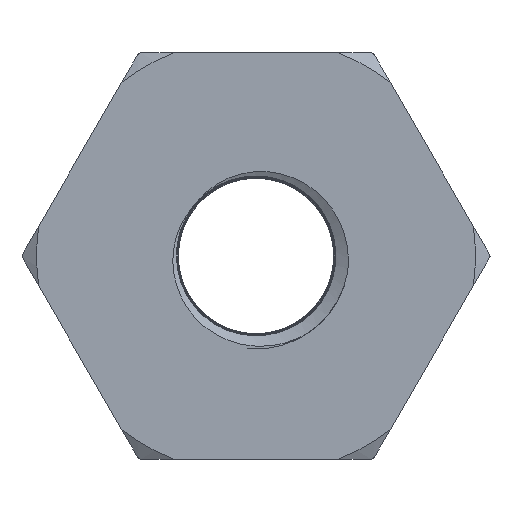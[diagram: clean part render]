
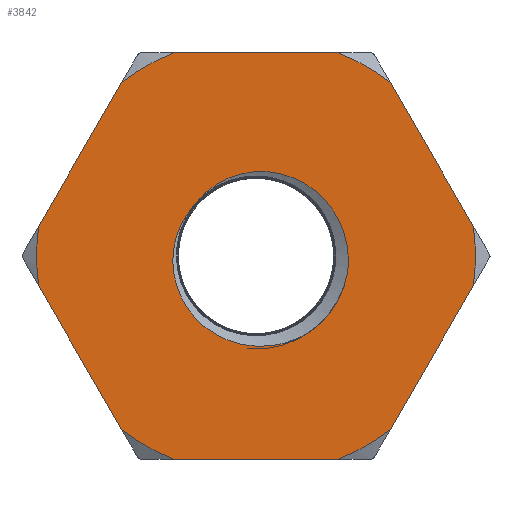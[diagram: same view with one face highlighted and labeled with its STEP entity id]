
A CAD part, left-side view. The second image highlights one B-rep face of the part: STEP entity #3842.
In plain terms, the highlighted planar face has unit normal (-1, 0, 0).
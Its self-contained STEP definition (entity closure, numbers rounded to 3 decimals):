
#121=DIRECTION('',(0.,-0.5,0.866));
#122=VECTOR('',#121,9.056);
#123=CARTESIAN_POINT('',(0.,11.877,1.629));
#124=LINE('',#123,#122);
#125=CARTESIAN_POINT('',(0.,0.,0.));
#126=DIRECTION('',(-1.,0.,0.));
#127=DIRECTION('',(0.,0.378,0.926));
#128=AXIS2_PLACEMENT_3D('',#125,#126,#127);
#130=DIRECTION('',(0.,-1.,0.));
#131=VECTOR('',#130,9.056);
#132=CARTESIAN_POINT('',(0.,4.528,11.1));
#133=LINE('',#132,#131);
#134=CARTESIAN_POINT('',(0.,0.,0.));
#135=DIRECTION('',(-1.,0.,0.));
#136=DIRECTION('',(0.,-0.613,0.79));
#137=AXIS2_PLACEMENT_3D('',#134,#135,#136);
#139=DIRECTION('',(0.,-0.5,-0.866));
#140=VECTOR('',#139,9.056);
#141=CARTESIAN_POINT('',(0.,-7.349,9.471));
#142=LINE('',#141,#140);
#143=DIRECTION('',(0.,0.5,-0.866));
#144=VECTOR('',#143,9.056);
#145=CARTESIAN_POINT('',(0.,-11.877,-1.629));
#146=LINE('',#145,#144);
#147=CARTESIAN_POINT('',(0.,0.,0.));
#148=DIRECTION('',(-1.,0.,0.));
#149=DIRECTION('',(0.,-0.378,-0.926));
#150=AXIS2_PLACEMENT_3D('',#147,#148,#149);
#152=DIRECTION('',(0.,1.,0.));
#153=VECTOR('',#152,9.056);
#154=CARTESIAN_POINT('',(0.,-4.528,-11.1));
#155=LINE('',#154,#153);
#156=CARTESIAN_POINT('',(0.,0.,0.));
#157=DIRECTION('',(-1.,0.,0.));
#158=DIRECTION('',(0.,0.613,-0.79));
#159=AXIS2_PLACEMENT_3D('',#156,#157,#158);
#161=DIRECTION('',(0.,0.5,0.866));
#162=VECTOR('',#161,9.056);
#163=CARTESIAN_POINT('',(0.,7.349,-9.471));
#164=LINE('',#163,#162);
#165=CARTESIAN_POINT('',(0.,3.259,2.919));
#166=CARTESIAN_POINT('',(0.,3.118,3.098));
#167=CARTESIAN_POINT('',(0.,2.813,3.428));
#168=CARTESIAN_POINT('',(0.,2.28,3.853));
#169=CARTESIAN_POINT('',(0.,1.7,4.185));
#170=CARTESIAN_POINT('',(0.,1.082,4.428));
#171=CARTESIAN_POINT('',(0.,0.411,4.583));
#172=CARTESIAN_POINT('',(0.,-0.318,4.637));
#173=CARTESIAN_POINT('',(0.,-1.111,4.564));
#174=CARTESIAN_POINT('',(0.,-1.889,4.352));
#175=CARTESIAN_POINT('',(0.,-2.618,4.012));
#176=CARTESIAN_POINT('',(0.,-3.279,3.555));
#177=CARTESIAN_POINT('',(0.,-3.855,2.996));
#178=CARTESIAN_POINT('',(0.,-4.341,2.335));
#179=CARTESIAN_POINT('',(0.,-4.71,1.602));
#180=CARTESIAN_POINT('',(0.,-4.955,0.811));
#181=CARTESIAN_POINT('',(0.,-5.067,-0.015));
#182=CARTESIAN_POINT('',(0.,-5.05,-0.57));
#183=CARTESIAN_POINT('',(0.,-5.018,-0.85));
#185=CARTESIAN_POINT('',(0.,0.,0.));
#186=DIRECTION('',(-1.,0.,0.));
#187=DIRECTION('',(0.,0.745,0.667));
#188=AXIS2_PLACEMENT_3D('',#185,#186,#187);
#190=CARTESIAN_POINT('',(0.,-2.98,-4.122));
#191=CARTESIAN_POINT('',(0.,-2.773,-4.256));
#192=CARTESIAN_POINT('',(0.,-2.348,-4.491));
#193=CARTESIAN_POINT('',(0.,-1.66,-4.75));
#194=CARTESIAN_POINT('',(0.,-0.959,-4.902));
#195=CARTESIAN_POINT('',(0.,-0.253,-4.953));
#196=CARTESIAN_POINT('',(0.,0.468,-4.902));
#197=CARTESIAN_POINT('',(0.,1.206,-4.738));
#198=CARTESIAN_POINT('',(0.,1.954,-4.438));
#199=CARTESIAN_POINT('',(0.,2.638,-4.019));
#200=CARTESIAN_POINT('',(0.,3.232,-3.503));
#201=CARTESIAN_POINT('',(0.,3.727,-2.904));
#202=CARTESIAN_POINT('',(0.,4.113,-2.242));
#203=CARTESIAN_POINT('',(0.,4.388,-1.52));
#204=CARTESIAN_POINT('',(0.,4.537,-0.774));
#205=CARTESIAN_POINT('',(0.,4.561,-0.015));
#206=CARTESIAN_POINT('',(0.,4.46,0.731));
#207=CARTESIAN_POINT('',(0.,4.24,1.443));
#208=CARTESIAN_POINT('',(0.,3.904,2.109));
#209=CARTESIAN_POINT('',(0.,3.614,2.502));
#210=CARTESIAN_POINT('',(0.,3.452,2.687));
#212=CARTESIAN_POINT('',(0.,-5.018,-0.85));
#213=CARTESIAN_POINT('',(0.,-4.974,-1.111));
#214=CARTESIAN_POINT('',(0.,-4.846,-1.62));
#215=CARTESIAN_POINT('',(0.,-4.535,-2.352));
#216=CARTESIAN_POINT('',(0.,-4.119,-3.02));
#217=CARTESIAN_POINT('',(0.,-3.597,-3.625));
#218=CARTESIAN_POINT('',(0.,-3.196,-3.966));
#219=CARTESIAN_POINT('',(0.,-2.98,-4.122));
#235=CARTESIAN_POINT('',(0.,0.,0.));
#236=DIRECTION('',(-1.,0.,0.));
#237=DIRECTION('',(0.,0.991,0.136));
#238=AXIS2_PLACEMENT_3D('',#235,#236,#237);
#261=CARTESIAN_POINT('',(0.,0.,0.));
#262=DIRECTION('',(-1.,0.,0.));
#263=DIRECTION('',(0.,-0.991,-0.136));
#264=AXIS2_PLACEMENT_3D('',#261,#262,#263);
#3590=CARTESIAN_POINT('',(0.,7.349,-9.471));
#3591=CARTESIAN_POINT('',(0.,4.528,-11.1));
#3592=VERTEX_POINT('',#3590);
#3593=VERTEX_POINT('',#3591);
#3594=CARTESIAN_POINT('',(0.,-4.528,-11.1));
#3595=CARTESIAN_POINT('',(0.,-7.349,-9.471));
#3596=VERTEX_POINT('',#3594);
#3597=VERTEX_POINT('',#3595);
#3598=CARTESIAN_POINT('',(0.,-7.349,9.471));
#3599=CARTESIAN_POINT('',(0.,-4.528,11.1));
#3600=VERTEX_POINT('',#3598);
#3601=VERTEX_POINT('',#3599);
#3602=CARTESIAN_POINT('',(0.,4.528,11.1));
#3603=CARTESIAN_POINT('',(0.,7.349,9.471));
#3604=VERTEX_POINT('',#3602);
#3605=VERTEX_POINT('',#3603);
#3622=CARTESIAN_POINT('',(0.,11.877,-1.629));
#3623=VERTEX_POINT('',#3622);
#3624=CARTESIAN_POINT('',(0.,11.877,1.629));
#3625=VERTEX_POINT('',#3624);
#3626=CARTESIAN_POINT('',(0.,-11.877,1.629));
#3627=VERTEX_POINT('',#3626);
#3628=CARTESIAN_POINT('',(0.,-11.877,-1.629));
#3629=VERTEX_POINT('',#3628);
#3672=VERTEX_POINT('',#165);
#3673=VERTEX_POINT('',#183);
#3674=VERTEX_POINT('',#219);
#3675=VERTEX_POINT('',#210);
#3801=CARTESIAN_POINT('',(0.,0.,0.));
#3802=DIRECTION('',(1.,0.,0.));
#3803=DIRECTION('',(0.,0.,-1.));
#3804=AXIS2_PLACEMENT_3D('',#3801,#3802,#3803);
#3805=PLANE('',#3804);
#3807=ORIENTED_EDGE('',*,*,#3806,.F.);
#3809=ORIENTED_EDGE('',*,*,#3808,.T.);
#3811=ORIENTED_EDGE('',*,*,#3810,.F.);
#3813=ORIENTED_EDGE('',*,*,#3812,.T.);
#3815=ORIENTED_EDGE('',*,*,#3814,.F.);
#3817=ORIENTED_EDGE('',*,*,#3816,.T.);
#3819=ORIENTED_EDGE('',*,*,#3818,.F.);
#3821=ORIENTED_EDGE('',*,*,#3820,.T.);
#3823=ORIENTED_EDGE('',*,*,#3822,.F.);
#3825=ORIENTED_EDGE('',*,*,#3824,.T.);
#3827=ORIENTED_EDGE('',*,*,#3826,.F.);
#3829=ORIENTED_EDGE('',*,*,#3828,.T.);
#3830=EDGE_LOOP('',(#3807,#3809,#3811,#3813,#3815,#3817,#3819,#3821,#3823,#3825,
#3827,#3829));
#3831=FACE_OUTER_BOUND('',#3830,.F.);
#3833=ORIENTED_EDGE('',*,*,#3832,.F.);
#3835=ORIENTED_EDGE('',*,*,#3834,.T.);
#3837=ORIENTED_EDGE('',*,*,#3836,.F.);
#3839=ORIENTED_EDGE('',*,*,#3838,.F.);
#3840=EDGE_LOOP('',(#3833,#3835,#3837,#3839));
#3841=FACE_BOUND('',#3840,.F.);
#129=CIRCLE('',#128,11.988);
#138=CIRCLE('',#137,11.988);
#151=CIRCLE('',#150,11.988);
#160=CIRCLE('',#159,11.988);
#184=B_SPLINE_CURVE_WITH_KNOTS('',3,(#165,#166,#167,#168,#169,#170,#171,#172,
#173,#174,#175,#176,#177,#178,#179,#180,#181,#182,#183),.UNSPECIFIED.,.F.,.F.,
(4,1,1,1,1,1,1,1,1,1,1,1,1,1,1,1,4),(0.,0.063,0.125,0.188,0.25,
0.313,0.375,0.438,0.5,0.563,0.625,0.688,0.75,0.813,
0.875,0.938,1.),.UNSPECIFIED.);
#189=CIRCLE('',#188,4.375);
#211=B_SPLINE_CURVE_WITH_KNOTS('',3,(#190,#191,#192,#193,#194,#195,#196,#197,
#198,#199,#200,#201,#202,#203,#204,#205,#206,#207,#208,#209,#210),.UNSPECIFIED.,
.F.,.F.,(4,1,1,1,1,1,1,1,1,1,1,1,1,1,1,1,1,1,4),(0.,0.056,
0.111,0.167,0.222,0.278,
0.333,0.389,0.444,0.5,0.556,
0.611,0.667,0.722,0.778,
0.833,0.889,0.944,1.),.UNSPECIFIED.);
#220=B_SPLINE_CURVE_WITH_KNOTS('',3,(#212,#213,#214,#215,#216,#217,#218,#219),
.UNSPECIFIED.,.F.,.F.,(4,1,1,1,1,4),(0.,0.2,0.4,0.6,0.8,1.),
.UNSPECIFIED.);
#239=CIRCLE('',#238,11.988);
#265=CIRCLE('',#264,11.988);
#3806=EDGE_CURVE('',#3625,#3623,#239,.T.);
#3808=EDGE_CURVE('',#3625,#3605,#124,.T.);
#3810=EDGE_CURVE('',#3604,#3605,#129,.T.);
#3812=EDGE_CURVE('',#3604,#3601,#133,.T.);
#3814=EDGE_CURVE('',#3600,#3601,#138,.T.);
#3816=EDGE_CURVE('',#3600,#3627,#142,.T.);
#3818=EDGE_CURVE('',#3629,#3627,#265,.T.);
#3820=EDGE_CURVE('',#3629,#3597,#146,.T.);
#3822=EDGE_CURVE('',#3596,#3597,#151,.T.);
#3824=EDGE_CURVE('',#3596,#3593,#155,.T.);
#3826=EDGE_CURVE('',#3592,#3593,#160,.T.);
#3828=EDGE_CURVE('',#3592,#3623,#164,.T.);
#3832=EDGE_CURVE('',#3672,#3673,#184,.T.);
#3834=EDGE_CURVE('',#3672,#3675,#189,.T.);
#3836=EDGE_CURVE('',#3674,#3675,#211,.T.);
#3838=EDGE_CURVE('',#3673,#3674,#220,.T.);
#3842=ADVANCED_FACE('',(#3831,#3841),#3805,.F.);
